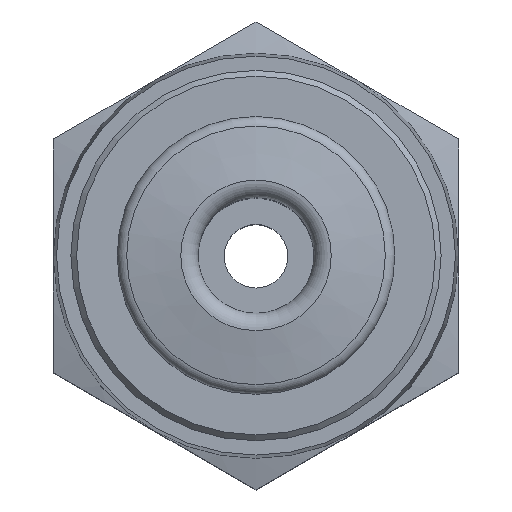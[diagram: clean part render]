
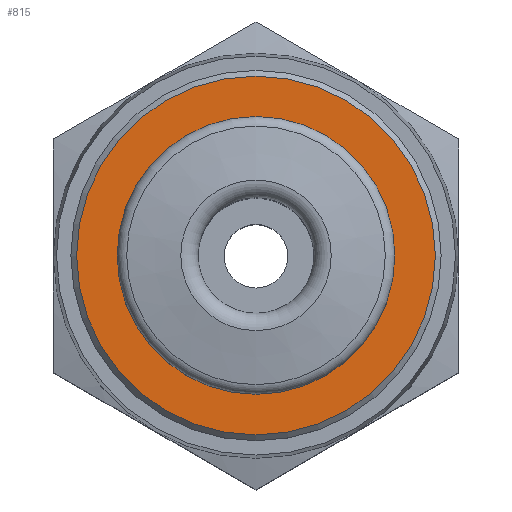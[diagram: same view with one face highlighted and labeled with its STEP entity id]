
A CAD part, top view. The second image highlights one B-rep face of the part: STEP entity #815.
In plain terms, the highlighted planar face has unit normal (0, 0, 1).
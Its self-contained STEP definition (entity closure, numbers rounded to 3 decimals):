
#33=PLANE('',#874);
#67=CIRCLE('',#873,1.5);
#68=CIRCLE('',#875,3.1);
#118=ORIENTED_EDGE('',*,*,#243,.F.);
#119=ORIENTED_EDGE('',*,*,#242,.T.);
#242=EDGE_CURVE('',#303,#303,#67,.T.);
#243=EDGE_CURVE('',#304,#304,#68,.T.);
#303=VERTEX_POINT('',#1171);
#304=VERTEX_POINT('',#1174);
#374=EDGE_LOOP('',(#118));
#375=EDGE_LOOP('',(#119));
#440=FACE_BOUND('',#374,.T.);
#441=FACE_BOUND('',#375,.T.);
#815=ADVANCED_FACE('',(#440,#441),#33,.F.);
#873=AXIS2_PLACEMENT_3D('',#1170,#974,#975);
#874=AXIS2_PLACEMENT_3D('',#1172,#976,#977);
#875=AXIS2_PLACEMENT_3D('',#1173,#978,#979);
#974=DIRECTION('',(0.,0.,-1.));
#975=DIRECTION('',(0.,1.,0.));
#976=DIRECTION('',(0.,0.,-1.));
#977=DIRECTION('',(0.,1.,0.));
#978=DIRECTION('',(0.,0.,-1.));
#979=DIRECTION('',(0.,1.,0.));
#1170=CARTESIAN_POINT('',(0.,0.,7.));
#1171=CARTESIAN_POINT('',(0.,1.5,7.));
#1172=CARTESIAN_POINT('',(0.,1.5,7.));
#1173=CARTESIAN_POINT('',(0.,0.,7.));
#1174=CARTESIAN_POINT('',(0.,3.1,7.));
